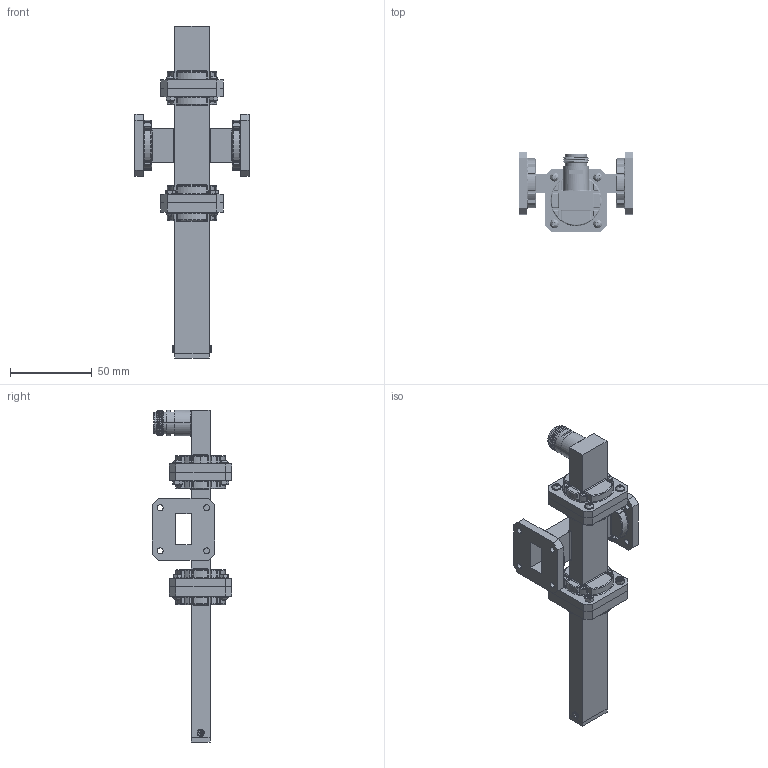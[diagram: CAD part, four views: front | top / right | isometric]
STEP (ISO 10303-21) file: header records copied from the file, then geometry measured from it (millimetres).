
FILE_DESCRIPTION (( 'STEP AP214' ), '1' );
FILE_NAME ('PEWCT1064.STEP', '2017-06-28T23:09:22', ( '' ), ( '' ), 'SwSTEP 2.0', 'SolidWorks 2014', '' );
FILE_SCHEMA (( 'AUTOMOTIVE_DESIGN' ));
Length unit declared in the file: inch
Products named in the file (9): PEWCT1064; PEWTR1005; Copy of M3 ROUND HD SCREW^PEWCT1016; Copy of Nut^PEWCT1016; Copy of Nut^PEWCT1064; PEWCT1016; Copy of M3 ROUND HD SCREW^PEWCT1064; PEWCA1005; PEWCP1051
Assembly tree (20 placements, depth 3):
  PEWCT1064
    PEWCT1016
      PEWCP1051
      Copy of M3 ROUND HD SCREW^PEWCT1016  x4
      Copy of Nut^PEWCT1016  x4
      PEWTR1005
    PEWCA1005
    Copy of M3 ROUND HD SCREW^PEWCT1064  x4
    Copy of Nut^PEWCT1064  x4
Bounding box: 69.85 x 48.64 x 203.2 mm (x, y, z)
Volume: 70203.5 mm3; surface area: 58159.5 mm2
Topology: 20 solids, 20 shells, 2233 faces, 5552 edges, 3283 vertices
Faces by surface type: cylinder 972, plane 533, cone 386, torus 133, sphere 132, bspline 77
Entity records: 47165 total; most frequent: CARTESIAN_POINT 15023, DIRECTION 6782, ORIENTED_EDGE 6296, EDGE_CURVE 3148, AXIS2_PLACEMENT_3D 2707, VERTEX_POINT 1855, EDGE_LOOP 1405, CIRCLE 1379
